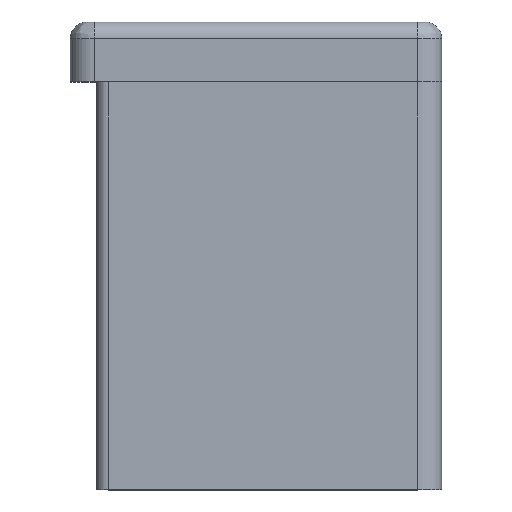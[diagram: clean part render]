
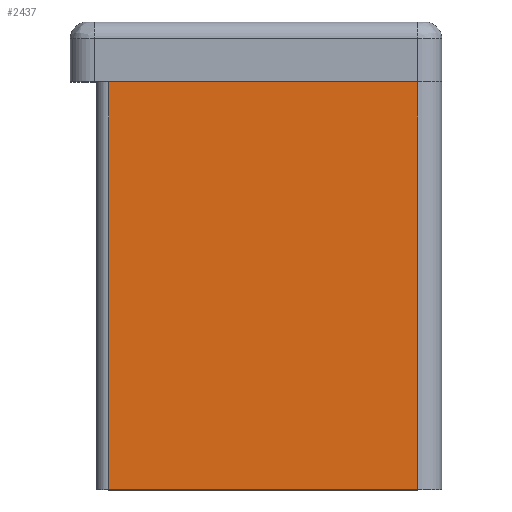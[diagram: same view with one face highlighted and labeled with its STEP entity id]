
A CAD part, top view. The second image highlights one B-rep face of the part: STEP entity #2437.
In plain terms, the highlighted planar face has unit normal (0, 0, 1).
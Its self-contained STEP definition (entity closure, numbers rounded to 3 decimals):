
#39=PLANE('',#2609);
#171=FACE_OUTER_BOUND('',#309,.T.);
#309=EDGE_LOOP('',(#1911,#1912,#1913,#1914));
#421=LINE('',#3481,#741);
#469=LINE('',#3594,#789);
#470=LINE('',#3599,#790);
#474=LINE('',#3607,#794);
#741=VECTOR('',#2793,10.);
#789=VECTOR('',#2889,10.);
#790=VECTOR('',#2894,10.);
#794=VECTOR('',#2902,10.);
#1110=VERTEX_POINT('',#3478);
#1111=VERTEX_POINT('',#3480);
#1152=VERTEX_POINT('',#3592);
#1154=VERTEX_POINT('',#3597);
#1358=EDGE_CURVE('',#1110,#1111,#421,.T.);
#1415=EDGE_CURVE('',#1152,#1110,#469,.T.);
#1417=EDGE_CURVE('',#1154,#1152,#470,.T.);
#1422=EDGE_CURVE('',#1154,#1111,#474,.T.);
#1911=ORIENTED_EDGE('',*,*,#1417,.F.);
#1912=ORIENTED_EDGE('',*,*,#1422,.T.);
#1913=ORIENTED_EDGE('',*,*,#1358,.F.);
#1914=ORIENTED_EDGE('',*,*,#1415,.F.);
#2437=ADVANCED_FACE('',(#171),#39,.T.);
#2609=AXIS2_PLACEMENT_3D('',#3708,#2957,#2958);
#2793=DIRECTION('',(0.,-1.,0.));
#2889=DIRECTION('',(1.,0.,0.));
#2894=DIRECTION('',(0.,1.,0.));
#2902=DIRECTION('',(1.,0.,0.));
#2957=DIRECTION('center_axis',(0.,0.,1.));
#2958=DIRECTION('ref_axis',(1.,0.,0.));
#3478=CARTESIAN_POINT('',(13.4,17.,5.6));
#3480=CARTESIAN_POINT('',(13.4,0.,5.6));
#3481=CARTESIAN_POINT('',(13.4,0.,5.6));
#3592=CARTESIAN_POINT('',(0.5,17.,5.6));
#3594=CARTESIAN_POINT('',(0.,17.,5.6));
#3597=CARTESIAN_POINT('',(0.5,0.,5.6));
#3599=CARTESIAN_POINT('',(0.5,0.,5.6));
#3607=CARTESIAN_POINT('',(0.,0.,5.6));
#3708=CARTESIAN_POINT('Origin',(0.,0.,5.6));
